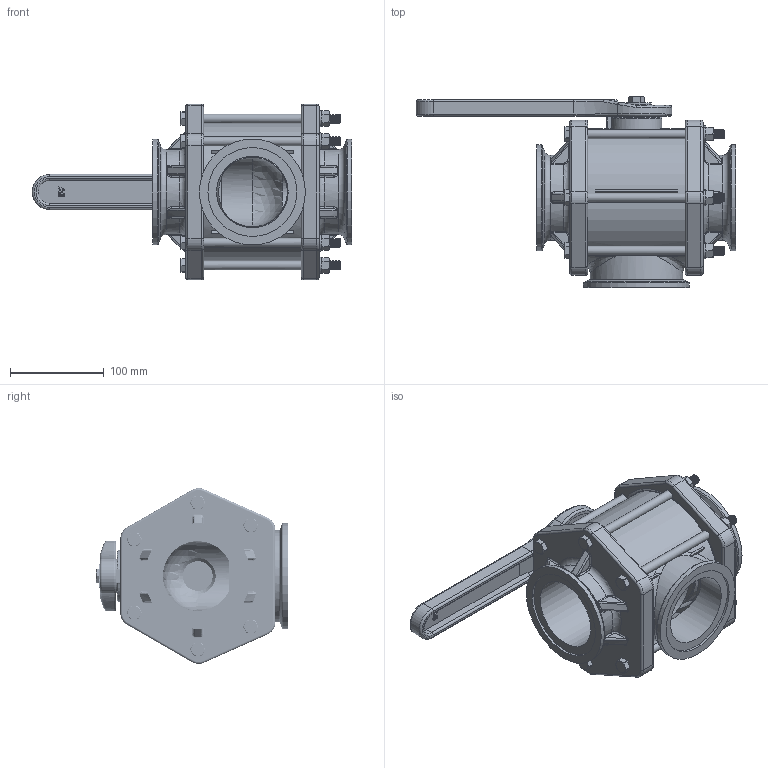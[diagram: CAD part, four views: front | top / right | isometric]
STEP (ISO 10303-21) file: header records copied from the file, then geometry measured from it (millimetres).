
FILE_DESCRIPTION(/* description */ ('3" FP BL Body'),/* implementation_level */ '2;1');
FILE_NAME(/* name */ 'MV300BL.stp',/* time_stamp */ '2016-03-28T16:11:52-04:00',/* author */ ('DCerny'),/* organization */ (''),/* preprocessor_version */ 'ST-DEVELOPER v16.1',/* originating_system */ 'Autodesk Inventor 2016',/* authorisation */ '');
FILE_SCHEMA (('AUTOMOTIVE_DESIGN { 1 0 10303 214 3 1 1 }'));
Length unit declared in the file: inch
Products named in the file (22): MV35254BLX; MV35254BL; MV35278X; MV35278; V20018; V20019; V30151X; V30151; V25060; V25121; V25020; V25353B; V35255BLX; V35255BLM; V35255BL; V35258A; V25163; V25160; V35018; V35264BL; VL200BL; MV300BL
Assembly tree (39 placements, depth 4):
  MV300BL
    MV35254BL
      MV35254BLX
    MV35278  x2
      MV35278X
    V20018  x6
    V20019  x6
    V30151
      V30151X
    V25060
    V25121
    V25020
    V25353B
    V35255BL
      V35255BLM
        V35255BLX
    V35258A  x2
    V25163
    V25160
    V35018  x6
    V35264BL  x2
    VL200BL
Bounding box: 340.74 x 203.5 x 187.15 mm (x, y, z)
Volume: 2280136.2 mm3; surface area: 518645.1 mm2
Topology: 35 solids, 35 shells, 1971 faces, 5557 edges, 3745 vertices
Faces by surface type: plane 766, cylinder 552, bspline 277, cone 259, torus 105, sphere 12
Full cylindrical faces by diameter (mm): 7.798 x1, 9.525 x122, 10.312 x1, 11.176 x12, 11.557 x2, 12.7 x2, 14.275 x1, 25.4 x2, 25.527 x1, 25.806 x1, 31.521 x1, 31.623 x1, 31.75 x3, 35.306 x1, 35.458 x1, 36.525 x1, 37.084 x1, 38.1 x1, 76.2 x3, 78.74 x2, 81.585 x2, 82.55 x2, 86.665 x2, 90.424 x2, 94.742 x1, 95.25 x2, 98.425 x1, 100.33 x4, 112.776 x3, 121.742 x2
Entity records: 43006 total; most frequent: CARTESIAN_POINT 14419, ORIENTED_EDGE 6154, DIRECTION 5186, EDGE_CURVE 3077, VERTEX_POINT 2072, AXIS2_PLACEMENT_3D 1765, LINE 1656, VECTOR 1656
